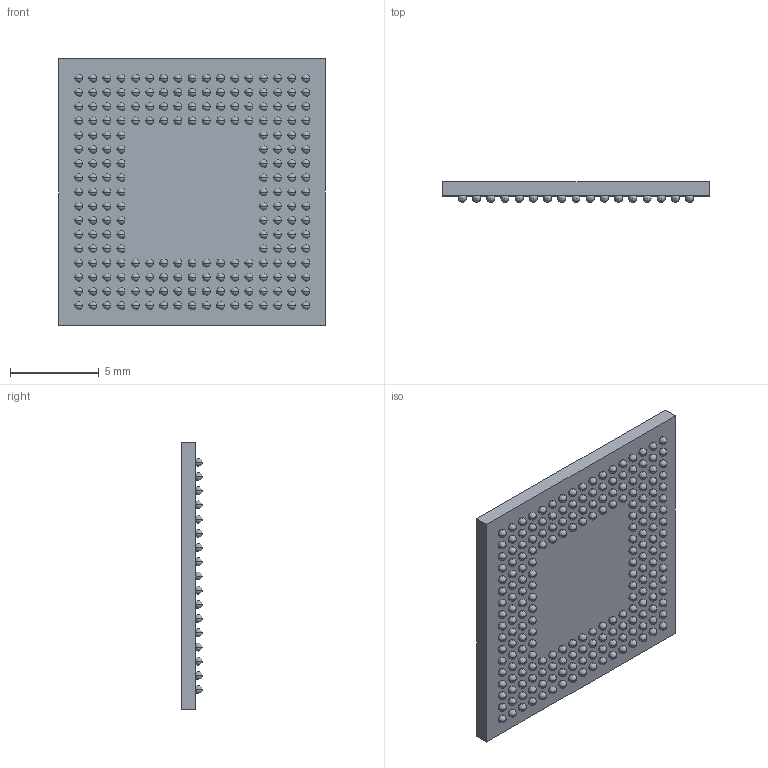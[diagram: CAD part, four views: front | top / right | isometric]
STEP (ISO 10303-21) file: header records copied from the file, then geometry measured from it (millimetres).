
FILE_DESCRIPTION (( 'STEP AP214' ), '1' );
FILE_NAME ('NXP TFBGA208 SOT950-1.STEP', '2016-10-31T19:55:59', ( '' ), ( '' ), 'SwSTEP 2.0', 'SolidWorks 2016', '' );
FILE_SCHEMA (( 'AUTOMOTIVE_DESIGN' ));
Length unit declared in the file: millimetre
Products named in the file (1): NXP TFBGA208 SOT950-1
Bounding box: 15 x 1.15 x 15 mm (x, y, z)
Volume: 188.6 mm3; surface area: 578.2 mm2
Topology: 1 solids, 1 shells, 425 faces, 1890 edges, 1260 vertices
Faces by surface type: sphere 416, plane 7, cylinder 2
Entity records: 16571 total; most frequent: DIRECTION 2538, CARTESIAN_POINT 1912, ORIENTED_EDGE 1700, AXIS2_PLACEMENT_3D 1262, EDGE_CURVE 850, CIRCLE 836, VERTEX_POINT 636, EDGE_LOOP 634
